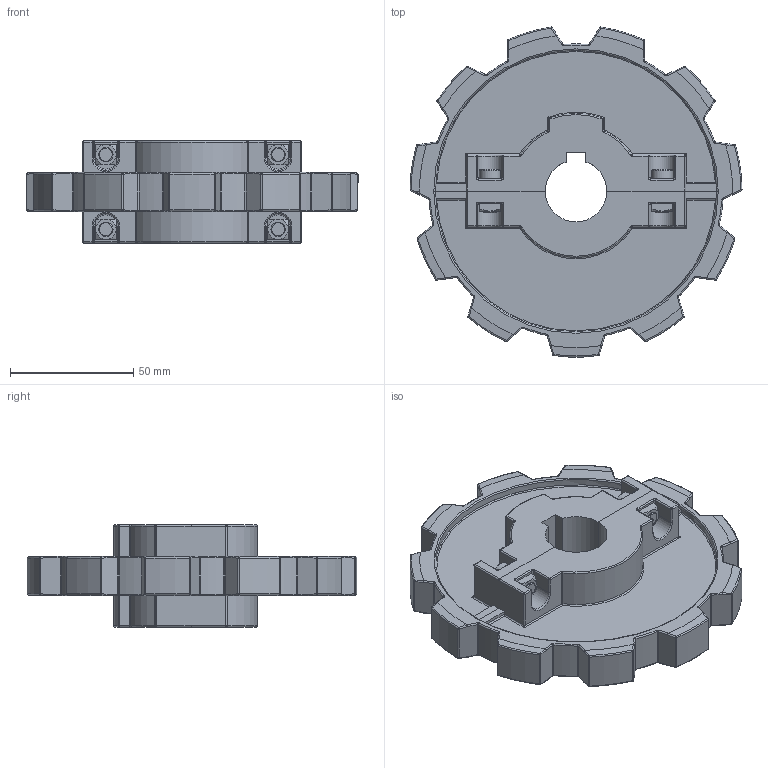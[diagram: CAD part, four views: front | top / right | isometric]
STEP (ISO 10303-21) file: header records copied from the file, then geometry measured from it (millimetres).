
FILE_DESCRIPTION (( 'STEP AP214' ), '1' );
FILE_NAME ('Rexnord-NS880 Thermoplastic Split Sprocket-NS880 Thermoplastic Split-11T 25MM Shaft-Ready Round Bore.STEP', '2020-08-04T15:52:41', ( '' ), ( '' ), 'SwSTEP 2.0', 'SolidWorks 2020', '' );
FILE_SCHEMA (( 'AUTOMOTIVE_DESIGN' ));
Length unit declared in the file: inch
Products named in the file (1): Rexnord-NS880 Thermoplastic Split Sprocket-NS880 Thermoplastic Split-11T 25MM Shaft-Ready Round Bore
Bounding box: 134.62 x 133.79 x 41.4 mm (x, y, z)
Volume: 219329.3 mm3; surface area: 51686.3 mm2
Topology: 9 solids, 9 shells, 837 faces, 1986 edges, 1117 vertices
Faces by surface type: cylinder 308, torus 164, plane 155, sphere 100, cone 56, bspline 54
Entity records: 34132 total; most frequent: CARTESIAN_POINT 5907, DIRECTION 4219, ORIENTED_EDGE 3824, EDGE_CURVE 1912, AXIS2_PLACEMENT_3D 1769, VERTEX_POINT 1101, CIRCLE 985, EDGE_LOOP 863
